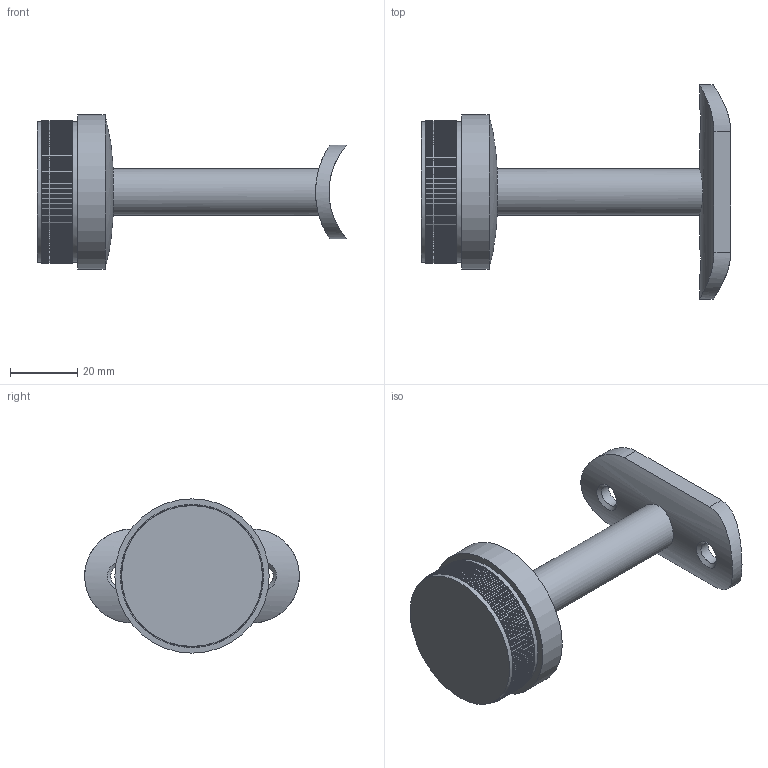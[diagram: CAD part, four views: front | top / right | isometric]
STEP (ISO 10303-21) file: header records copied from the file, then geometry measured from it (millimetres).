
FILE_DESCRIPTION(/* description */ (''),/* implementation_level */ '2;1');
FILE_NAME(/* name */ 'Rohtstuetze_X167.stp',/* time_stamp */ '2017-07-27T22:39:31+02:00',/* author */ (''),/* organization */ (''),/* preprocessor_version */ 'ST-DEVELOPER v16',/* originating_system */ 'SIEMENS PLM Software NX 11.0',/* authorisation */ '');
FILE_SCHEMA (('AUTOMOTIVE_DESIGN { 1 0 10303 214 3 1 1 1 }'));
Length unit declared in the file: millimetre
Products named in the file (1): Goge2304B54Ernvv
Bounding box: 92.28 x 64 x 46 mm (x, y, z)
Volume: 48600.8 mm3; surface area: 13800.2 mm2
Topology: 1 solids, 1 shells, 927 faces, 2219 edges, 1479 vertices
Faces by surface type: plane 913, cylinder 11, bspline 3
Full cylindrical faces by diameter (mm): 6.5 x2, 13.6 x1, 14 x2, 42 x1, 46 x1
Entity records: 27901 total; most frequent: CARTESIAN_POINT 5929, ORIENTED_EDGE 4412, DIRECTION 4412, EDGE_CURVE 2206, LINE 1826, VECTOR 1826, VERTEX_POINT 1476, AXIS2_PLACEMENT_3D 1293
